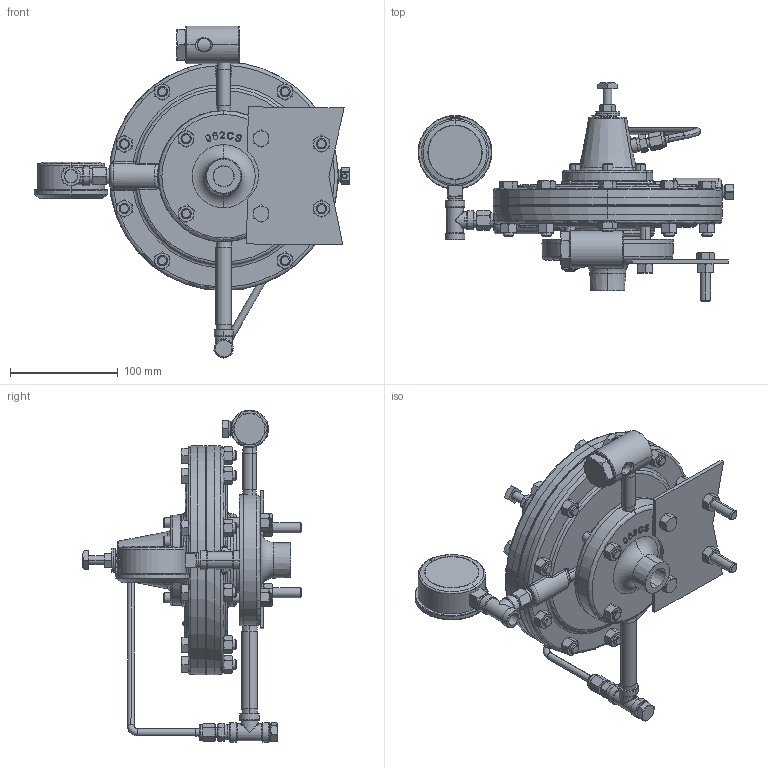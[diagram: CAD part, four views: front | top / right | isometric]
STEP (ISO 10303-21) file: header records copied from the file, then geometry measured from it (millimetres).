
FILE_DESCRIPTION (( 'STEP AP214' ), '1' );
FILE_NAME ('0000003047.STEP', '2025-02-05T18:50:56', ( 'Windows User' ), ( '' ), 'SwSTEP 2.0', 'SolidWorks 2024', '' );
FILE_SCHEMA (( 'AUTOMOTIVE_DESIGN' ));
Length unit declared in the file: inch
Products named in the file (1): 0000003047
Bounding box: 292.47 x 202.28 x 307.59 mm (x, y, z)
Volume: 2168541.2 mm3; surface area: 383823.4 mm2
Topology: 12 solids, 13 shells, 5216 faces, 13432 edges, 8335 vertices
Faces by surface type: plane 2153, bspline 1538, cone 565, cylinder 527, torus 273, sphere 160
Entity records: 194874 total; most frequent: CARTESIAN_POINT 79546, ORIENTED_EDGE 26508, DIRECTION 19467, EDGE_CURVE 13254, VERTEX_POINT 8335, VECTOR 6811, LINE 6811, AXIS2_PLACEMENT_3D 6328
